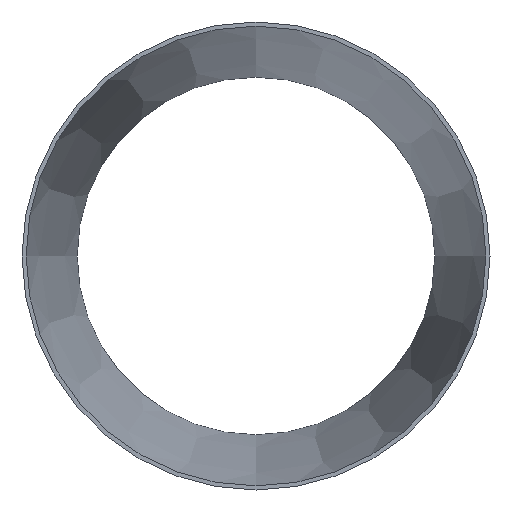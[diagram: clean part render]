
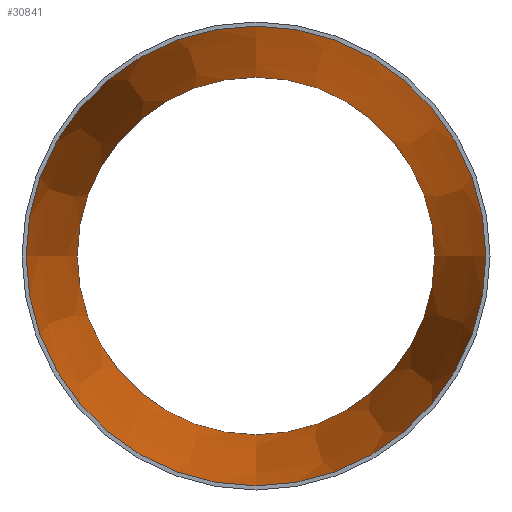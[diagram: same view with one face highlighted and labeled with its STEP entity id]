
A CAD part, front view. The second image highlights one B-rep face of the part: STEP entity #30841.
In plain terms, the highlighted conical face has half-angle 7.476 degrees and reference radius 224.966 mm.
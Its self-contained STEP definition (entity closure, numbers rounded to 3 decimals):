
#1262 = DIRECTION ( 'NONE',  ( 0., 0., -1. ) ) ;
#2609 = EDGE_CURVE ( 'NONE', #20601, #20601, #13305, .T. ) ;
#4253 = VERTEX_POINT ( 'NONE', #17324 ) ;
#4344 = AXIS2_PLACEMENT_3D ( 'NONE', #29543, #42862, #19682 ) ;
#5096 = AXIS2_PLACEMENT_3D ( 'NONE', #13092, #13734, #7410 ) ;
#7410 = DIRECTION ( 'NONE',  ( 0., 0., -1. ) ) ;
#10974 = ORIENTED_EDGE ( 'NONE', *, *, #2609, .F. ) ;
#12736 = CIRCLE ( 'NONE', #5096, 224.966 ) ;
#13092 = CARTESIAN_POINT ( 'NONE',  ( 0., 0., 0. ) ) ;
#13305 = CIRCLE ( 'NONE', #23775, 174.966 ) ;
#13734 = DIRECTION ( 'NONE',  ( 0., -1., 0. ) ) ;
#16205 = FACE_BOUND ( 'NONE', #24786, .T. ) ;
#17324 = CARTESIAN_POINT ( 'NONE',  ( 0., 0., -224.966 ) ) ;
#19682 = DIRECTION ( 'NONE',  ( 0., 0., -1. ) ) ;
#20601 = VERTEX_POINT ( 'NONE', #23891 ) ;
#23775 = AXIS2_PLACEMENT_3D ( 'NONE', #31176, #24619, #1262 ) ;
#23891 = CARTESIAN_POINT ( 'NONE',  ( 0., 381., -174.966 ) ) ;
#24619 = DIRECTION ( 'NONE',  ( 0., -1., 0. ) ) ;
#24786 = EDGE_LOOP ( 'NONE', ( #10974 ) ) ;
#29543 = CARTESIAN_POINT ( 'NONE',  ( 0., 0., 0. ) ) ;
#30841 = ADVANCED_FACE ( 'NONE', ( #16205, #40817 ), #41306, .F. ) ;
#31176 = CARTESIAN_POINT ( 'NONE',  ( 0., 381., 0. ) ) ;
#33287 = EDGE_CURVE ( 'NONE', #4253, #4253, #12736, .T. ) ;
#38834 = ORIENTED_EDGE ( 'NONE', *, *, #33287, .T. ) ;
#38841 = EDGE_LOOP ( 'NONE', ( #38834 ) ) ;
#40817 = FACE_OUTER_BOUND ( 'NONE', #38841, .T. ) ;
#41306 = CONICAL_SURFACE ( 'NONE', #4344, 224.966, 0.13 ) ;
#42862 = DIRECTION ( 'NONE',  ( 0., -1., 0. ) ) ;
